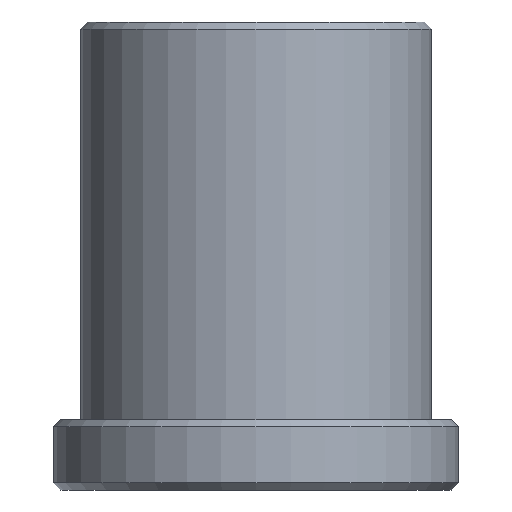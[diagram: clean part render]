
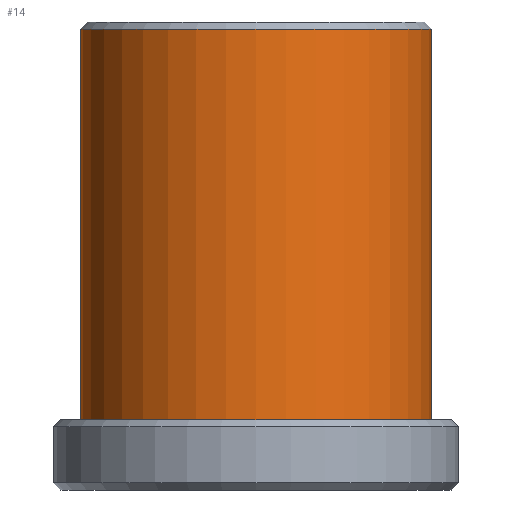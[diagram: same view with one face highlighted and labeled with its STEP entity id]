
A CAD part, front view. The second image highlights one B-rep face of the part: STEP entity #14.
In plain terms, the highlighted cylindrical face has radius 7.5 mm (diameter 15 mm), a partial arc.
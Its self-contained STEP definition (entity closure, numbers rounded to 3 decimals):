
#14 = ADVANCED_FACE ( 'NONE', ( #1244 ), #915, .T. ) ;
#22 = AXIS2_PLACEMENT_3D ( 'NONE', #694, #354, #545 ) ;
#84 = EDGE_CURVE ( 'NONE', #131, #562, #877, .T. ) ;
#97 = ORIENTED_EDGE ( 'NONE', *, *, #100, .F. ) ;
#100 = EDGE_CURVE ( 'NONE', #896, #131, #845, .T. ) ;
#109 = CARTESIAN_POINT ( 'NONE',  ( 0., 0., 19.7 ) ) ;
#131 = VERTEX_POINT ( 'NONE', #894 ) ;
#195 = CARTESIAN_POINT ( 'NONE',  ( -7.5, 0., 19.7 ) ) ;
#226 = DIRECTION ( 'NONE',  ( 1., 0., 0. ) ) ;
#319 = CIRCLE ( 'NONE', #524, 7.5 ) ;
#330 = DIRECTION ( 'NONE',  ( 0., 0., -1. ) ) ;
#354 = DIRECTION ( 'NONE',  ( 0., 0., -1. ) ) ;
#500 = LINE ( 'NONE', #778, #1277 ) ;
#513 = EDGE_CURVE ( 'NONE', #1130, #562, #500, .T. ) ;
#524 = AXIS2_PLACEMENT_3D ( 'NONE', #109, #893, #226 ) ;
#545 = DIRECTION ( 'NONE',  ( -1., 0., 0. ) ) ;
#562 = VERTEX_POINT ( 'NONE', #698 ) ;
#633 = EDGE_CURVE ( 'NONE', #896, #1130, #319, .T. ) ;
#694 = CARTESIAN_POINT ( 'NONE',  ( 0., 0., 20. ) ) ;
#698 = CARTESIAN_POINT ( 'NONE',  ( -7.5, 0., 3. ) ) ;
#752 = CARTESIAN_POINT ( 'NONE',  ( 7.5, 0., 20. ) ) ;
#763 = DIRECTION ( 'NONE',  ( 0., 0., -1. ) ) ;
#778 = CARTESIAN_POINT ( 'NONE',  ( -7.5, 0., 20. ) ) ;
#788 = DIRECTION ( 'NONE',  ( 0., 0., -1. ) ) ;
#795 = DIRECTION ( 'NONE',  ( -1., 0., 0. ) ) ;
#798 = CARTESIAN_POINT ( 'NONE',  ( 0., 0., 3. ) ) ;
#845 = LINE ( 'NONE', #752, #1429 ) ;
#877 = CIRCLE ( 'NONE', #1396, 7.5 ) ;
#893 = DIRECTION ( 'NONE',  ( 0., 0., -1. ) ) ;
#894 = CARTESIAN_POINT ( 'NONE',  ( 7.5, 0., 3. ) ) ;
#896 = VERTEX_POINT ( 'NONE', #1373 ) ;
#915 = CYLINDRICAL_SURFACE ( 'NONE', #22, 7.5 ) ;
#918 = ORIENTED_EDGE ( 'NONE', *, *, #84, .F. ) ;
#1053 = EDGE_LOOP ( 'NONE', ( #97, #1329, #1095, #918 ) ) ;
#1095 = ORIENTED_EDGE ( 'NONE', *, *, #513, .T. ) ;
#1130 = VERTEX_POINT ( 'NONE', #195 ) ;
#1244 = FACE_OUTER_BOUND ( 'NONE', #1053, .T. ) ;
#1277 = VECTOR ( 'NONE', #330, 1000. ) ;
#1329 = ORIENTED_EDGE ( 'NONE', *, *, #633, .T. ) ;
#1373 = CARTESIAN_POINT ( 'NONE',  ( 7.5, 0., 19.7 ) ) ;
#1396 = AXIS2_PLACEMENT_3D ( 'NONE', #798, #788, #795 ) ;
#1429 = VECTOR ( 'NONE', #763, 1000. ) ;
